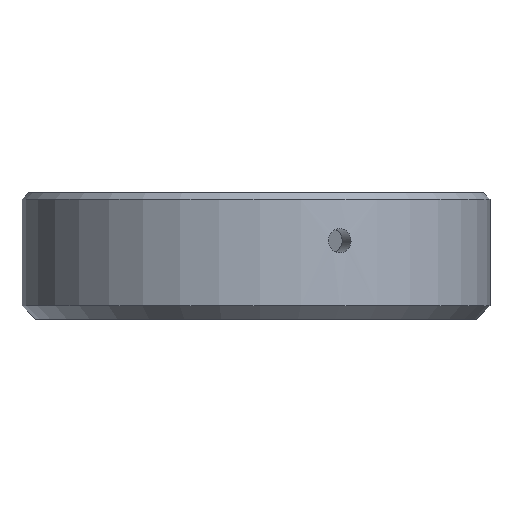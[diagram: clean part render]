
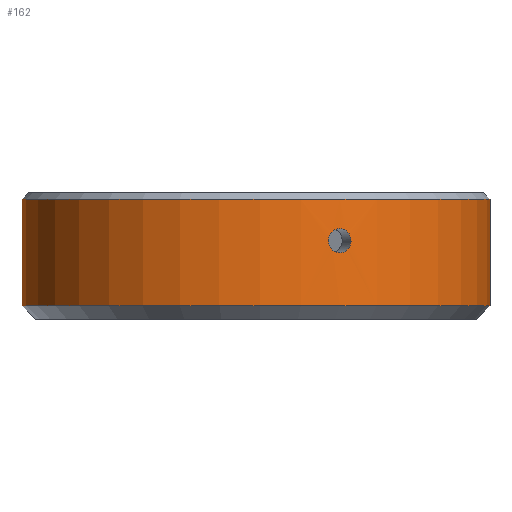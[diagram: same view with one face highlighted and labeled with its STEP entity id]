
A CAD part, left-side view. The second image highlights one B-rep face of the part: STEP entity #162.
In plain terms, the highlighted cylindrical face has radius 17 mm (diameter 34 mm), a full revolution.
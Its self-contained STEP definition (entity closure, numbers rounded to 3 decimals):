
#26=B_SPLINE_CURVE_WITH_KNOTS('',3,(#256,#257,#258,#259,#260,#261,#262,
#263,#264,#265,#266),.UNSPECIFIED.,.T.,.F.,(1,1,1,1,1,1,1,1,1,1,1,1,1,1,
1),(-0.002,-0.001,-0.001,0.,
0.001,0.001,0.002,0.003,
0.003,0.004,0.005,0.005,
0.006,0.007,0.008),
 .UNSPECIFIED.);
#27=B_SPLINE_CURVE_WITH_KNOTS('',3,(#268,#269,#270,#271,#272,#273,#274,
#275,#276,#277,#278),.UNSPECIFIED.,.T.,.F.,(1,1,1,1,1,1,1,1,1,1,1,1,1,1,
1),(-0.002,-0.001,-0.001,0.,
0.001,0.001,0.002,0.003,
0.003,0.004,0.005,0.005,
0.006,0.007,0.008),
 .UNSPECIFIED.);
#28=B_SPLINE_CURVE_WITH_KNOTS('',3,(#280,#281,#282,#283,#284,#285,#286,
#287,#288,#289,#290),.UNSPECIFIED.,.T.,.F.,(1,1,1,1,1,1,1,1,1,1,1,1,1,1,
1),(-0.002,-0.001,-0.001,0.,
0.001,0.001,0.002,0.003,
0.003,0.004,0.005,0.005,
0.006,0.007,0.008),
 .UNSPECIFIED.);
#32=CYLINDRICAL_SURFACE('',#190,17.);
#40=ORIENTED_EDGE('',*,*,#68,.T.);
#41=ORIENTED_EDGE('',*,*,#69,.T.);
#42=ORIENTED_EDGE('',*,*,#70,.T.);
#43=ORIENTED_EDGE('',*,*,#71,.T.);
#44=ORIENTED_EDGE('',*,*,#72,.T.);
#68=EDGE_CURVE('',#82,#82,#26,.T.);
#69=EDGE_CURVE('',#83,#83,#27,.T.);
#70=EDGE_CURVE('',#84,#84,#28,.T.);
#71=EDGE_CURVE('',#85,#85,#96,.F.);
#72=EDGE_CURVE('',#86,#86,#97,.F.);
#82=VERTEX_POINT('',#267);
#83=VERTEX_POINT('',#279);
#84=VERTEX_POINT('',#291);
#85=VERTEX_POINT('',#293);
#86=VERTEX_POINT('',#295);
#96=CIRCLE('',#191,17.);
#97=CIRCLE('',#192,17.);
#104=EDGE_LOOP('',(#40));
#105=EDGE_LOOP('',(#41));
#106=EDGE_LOOP('',(#42));
#107=EDGE_LOOP('',(#43));
#108=EDGE_LOOP('',(#44));
#132=FACE_BOUND('',#104,.T.);
#133=FACE_BOUND('',#105,.T.);
#134=FACE_BOUND('',#106,.T.);
#135=FACE_BOUND('',#107,.T.);
#136=FACE_BOUND('',#108,.T.);
#162=ADVANCED_FACE('',(#132,#133,#134,#135,#136),#32,.T.);
#190=AXIS2_PLACEMENT_3D('',#255,#215,#216);
#191=AXIS2_PLACEMENT_3D('',#292,#217,#218);
#192=AXIS2_PLACEMENT_3D('',#294,#219,#220);
#215=DIRECTION('',(0.,0.,1.));
#216=DIRECTION('',(1.,0.,0.));
#217=DIRECTION('',(0.,0.,1.));
#218=DIRECTION('',(1.,0.,0.));
#219=DIRECTION('',(0.,0.,-1.));
#220=DIRECTION('',(-1.,0.,0.));
#255=CARTESIAN_POINT('',(100.,-200.,0.7));
#256=CARTESIAN_POINT('',(100.816,-183.018,4.724));
#257=CARTESIAN_POINT('',(100.205,-182.996,5.148));
#258=CARTESIAN_POINT('',(99.475,-183.004,5.015));
#259=CARTESIAN_POINT('',(99.053,-183.027,4.406));
#260=CARTESIAN_POINT('',(99.184,-183.018,3.675));
#261=CARTESIAN_POINT('',(99.795,-182.996,3.252));
#262=CARTESIAN_POINT('',(100.524,-183.004,3.384));
#263=CARTESIAN_POINT('',(100.947,-183.027,3.994));
#264=CARTESIAN_POINT('',(100.816,-183.018,4.724));
#265=CARTESIAN_POINT('',(100.205,-182.996,5.148));
#266=CARTESIAN_POINT('',(99.475,-183.004,5.015));
#267=CARTESIAN_POINT('',(100.185,-183.001,5.055));
#268=CARTESIAN_POINT('',(85.543,-208.952,5.016));
#269=CARTESIAN_POINT('',(85.775,-209.308,4.405));
#270=CARTESIAN_POINT('',(85.701,-209.197,3.675));
#271=CARTESIAN_POINT('',(85.377,-208.681,3.253));
#272=CARTESIAN_POINT('',(85.019,-208.044,3.384));
#273=CARTESIAN_POINT('',(84.827,-207.666,3.995));
#274=CARTESIAN_POINT('',(84.886,-207.784,4.724));
#275=CARTESIAN_POINT('',(85.171,-208.323,5.147));
#276=CARTESIAN_POINT('',(85.543,-208.952,5.016));
#277=CARTESIAN_POINT('',(85.775,-209.308,4.405));
#278=CARTESIAN_POINT('',(85.701,-209.197,3.675));
#279=CARTESIAN_POINT('',(85.724,-209.23,4.385));
#280=CARTESIAN_POINT('',(114.981,-208.044,5.016));
#281=CARTESIAN_POINT('',(115.173,-207.666,4.405));
#282=CARTESIAN_POINT('',(115.114,-207.785,3.675));
#283=CARTESIAN_POINT('',(114.829,-208.324,3.253));
#284=CARTESIAN_POINT('',(114.456,-208.952,3.384));
#285=CARTESIAN_POINT('',(114.226,-209.307,3.995));
#286=CARTESIAN_POINT('',(114.299,-209.197,4.724));
#287=CARTESIAN_POINT('',(114.623,-208.681,5.147));
#288=CARTESIAN_POINT('',(114.981,-208.044,5.016));
#289=CARTESIAN_POINT('',(115.173,-207.666,4.405));
#290=CARTESIAN_POINT('',(115.114,-207.785,3.675));
#291=CARTESIAN_POINT('',(115.131,-207.749,4.385));
#292=CARTESIAN_POINT('',(100.,-200.,7.2));
#293=CARTESIAN_POINT('',(117.,-200.,7.2));
#294=CARTESIAN_POINT('',(100.,-200.,-0.525));
#295=CARTESIAN_POINT('',(83.,-200.,-0.525));
